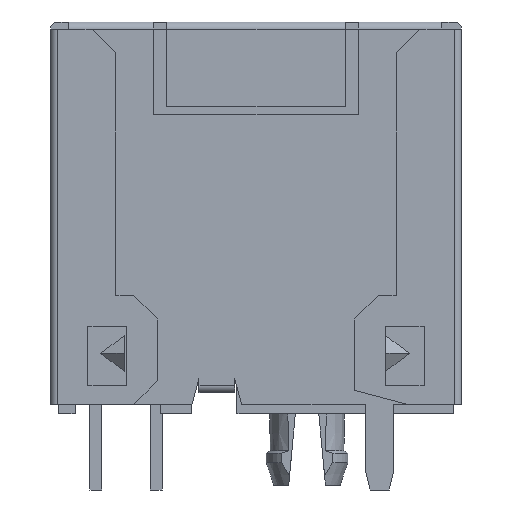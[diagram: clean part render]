
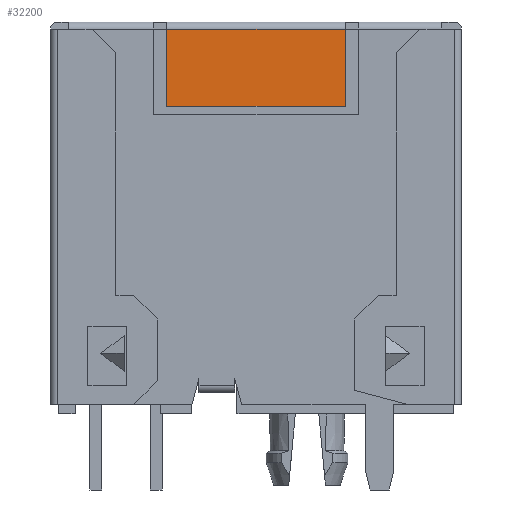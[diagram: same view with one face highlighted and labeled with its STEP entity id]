
A CAD part, left-side view. The second image highlights one B-rep face of the part: STEP entity #32200.
In plain terms, the highlighted planar face has unit normal (-1, 0, 0).
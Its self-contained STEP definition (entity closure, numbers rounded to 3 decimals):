
#9093 = CYLINDRICAL_SURFACE('',#9094,0.3);
#9094 = AXIS2_PLACEMENT_3D('',#9095,#9096,#9097);
#9095 = CARTESIAN_POINT('',(-3.205,3.738,16.4));
#9096 = DIRECTION('',(0.,-1.,0.));
#9097 = DIRECTION('',(0.,0.,1.));
#30728 = PLANE('',#30729);
#30729 = AXIS2_PLACEMENT_3D('',#30730,#30731,#30732);
#30730 = CARTESIAN_POINT('',(-3.505,-0.45,13.15));
#30731 = DIRECTION('',(0.,-1.,0.));
#30732 = DIRECTION('',(0.,0.,1.));
#30787 = PLANE('',#30788);
#30788 = AXIS2_PLACEMENT_3D('',#30789,#30790,#30791);
#30789 = CARTESIAN_POINT('',(-3.505,-7.95,16.7));
#30790 = DIRECTION('',(0.,1.,0.));
#30791 = DIRECTION('',(0.,0.,-1.));
#30803 = VERTEX_POINT('',#30804);
#30804 = CARTESIAN_POINT('',(-3.505,-0.45,16.4));
#30852 = EDGE_CURVE('',#30803,#30853,#30855,.T.);
#30853 = VERTEX_POINT('',#30854);
#30854 = CARTESIAN_POINT('',(-3.505,-0.45,13.15));
#30855 = SURFACE_CURVE('',#30856,(#30860,#30867),.PCURVE_S1.);
#30856 = LINE('',#30857,#30858);
#30857 = CARTESIAN_POINT('',(-3.505,-0.45,16.4));
#30858 = VECTOR('',#30859,1.);
#30859 = DIRECTION('',(0.,0.,-1.));
#30860 = PCURVE('',#30728,#30861);
#30861 = DEFINITIONAL_REPRESENTATION('',(#30862),#30866);
#30862 = LINE('',#30863,#30864);
#30863 = CARTESIAN_POINT('',(3.25,0.));
#30864 = VECTOR('',#30865,1.);
#30865 = DIRECTION('',(-1.,0.));
#30866 = ( GEOMETRIC_REPRESENTATION_CONTEXT(2) 
PARAMETRIC_REPRESENTATION_CONTEXT() REPRESENTATION_CONTEXT('2D SPACE',''
  ) );
#30867 = PCURVE('',#30868,#30873);
#30868 = PLANE('',#30869);
#30869 = AXIS2_PLACEMENT_3D('',#30870,#30871,#30872);
#30870 = CARTESIAN_POINT('',(-3.505,3.69,16.4));
#30871 = DIRECTION('',(-1.,0.,0.));
#30872 = DIRECTION('',(0.,-1.,0.));
#30873 = DEFINITIONAL_REPRESENTATION('',(#30874),#30878);
#30874 = LINE('',#30875,#30876);
#30875 = CARTESIAN_POINT('',(4.14,0.));
#30876 = VECTOR('',#30877,1.);
#30877 = DIRECTION('',(0.,-1.));
#30878 = ( GEOMETRIC_REPRESENTATION_CONTEXT(2) 
PARAMETRIC_REPRESENTATION_CONTEXT() REPRESENTATION_CONTEXT('2D SPACE',''
  ) );
#30896 = PLANE('',#30897);
#30897 = AXIS2_PLACEMENT_3D('',#30898,#30899,#30900);
#30898 = CARTESIAN_POINT('',(-3.505,-7.95,13.15));
#30899 = DIRECTION('',(0.,0.,1.));
#30900 = DIRECTION('',(0.,1.,0.));
#30935 = EDGE_CURVE('',#30803,#30936,#30938,.T.);
#30936 = VERTEX_POINT('',#30937);
#30937 = CARTESIAN_POINT('',(-3.505,-7.95,16.4));
#30938 = SURFACE_CURVE('',#30939,(#30943,#30972),.PCURVE_S1.);
#30939 = LINE('',#30940,#30941);
#30940 = CARTESIAN_POINT('',(-3.505,-0.45,16.4));
#30941 = VECTOR('',#30942,1.);
#30942 = DIRECTION('',(0.,-1.,0.));
#30943 = PCURVE('',#9093,#30944);
#30944 = DEFINITIONAL_REPRESENTATION('',(#30945),#30971);
#30945 = B_SPLINE_CURVE_WITH_KNOTS('',3,(#30946,#30947,#30948,#30949,
    #30950,#30951,#30952,#30953,#30954,#30955,#30956,#30957,#30958,
    #30959,#30960,#30961,#30962,#30963,#30964,#30965,#30966,#30967,
    #30968,#30969,#30970),.UNSPECIFIED.,.F.,.F.,(4,1,1,1,1,1,1,1,1,1,1,1
    ,1,1,1,1,1,1,1,1,1,1,4),(0.,0.341,0.682,
    1.023,1.364,1.705,2.045,
    2.386,2.727,3.068,3.409,3.75,
    4.091,4.432,4.773,5.114,
    5.455,5.795,6.136,6.477,
    6.818,7.159,7.5),.QUASI_UNIFORM_KNOTS.);
#30946 = CARTESIAN_POINT('',(1.571,4.188));
#30947 = CARTESIAN_POINT('',(1.571,4.302));
#30948 = CARTESIAN_POINT('',(1.571,4.529));
#30949 = CARTESIAN_POINT('',(1.571,4.87));
#30950 = CARTESIAN_POINT('',(1.571,5.211));
#30951 = CARTESIAN_POINT('',(1.571,5.552));
#30952 = CARTESIAN_POINT('',(1.571,5.893));
#30953 = CARTESIAN_POINT('',(1.571,6.233));
#30954 = CARTESIAN_POINT('',(1.571,6.574));
#30955 = CARTESIAN_POINT('',(1.571,6.915));
#30956 = CARTESIAN_POINT('',(1.571,7.256));
#30957 = CARTESIAN_POINT('',(1.571,7.597));
#30958 = CARTESIAN_POINT('',(1.571,7.938));
#30959 = CARTESIAN_POINT('',(1.571,8.279));
#30960 = CARTESIAN_POINT('',(1.571,8.62));
#30961 = CARTESIAN_POINT('',(1.571,8.961));
#30962 = CARTESIAN_POINT('',(1.571,9.302));
#30963 = CARTESIAN_POINT('',(1.571,9.643));
#30964 = CARTESIAN_POINT('',(1.571,9.983));
#30965 = CARTESIAN_POINT('',(1.571,10.324));
#30966 = CARTESIAN_POINT('',(1.571,10.665));
#30967 = CARTESIAN_POINT('',(1.571,11.006));
#30968 = CARTESIAN_POINT('',(1.571,11.347));
#30969 = CARTESIAN_POINT('',(1.571,11.574));
#30970 = CARTESIAN_POINT('',(1.571,11.688));
#30971 = ( GEOMETRIC_REPRESENTATION_CONTEXT(2) 
PARAMETRIC_REPRESENTATION_CONTEXT() REPRESENTATION_CONTEXT('2D SPACE',''
  ) );
#30972 = PCURVE('',#30868,#30973);
#30973 = DEFINITIONAL_REPRESENTATION('',(#30974),#30978);
#30974 = LINE('',#30975,#30976);
#30975 = CARTESIAN_POINT('',(4.14,0.));
#30976 = VECTOR('',#30977,1.);
#30977 = DIRECTION('',(1.,0.));
#30978 = ( GEOMETRIC_REPRESENTATION_CONTEXT(2) 
PARAMETRIC_REPRESENTATION_CONTEXT() REPRESENTATION_CONTEXT('2D SPACE',''
  ) );
#31057 = VERTEX_POINT('',#31058);
#31058 = CARTESIAN_POINT('',(-3.505,-7.95,13.15));
#31079 = EDGE_CURVE('',#30936,#31057,#31080,.T.);
#31080 = SURFACE_CURVE('',#31081,(#31085,#31092),.PCURVE_S1.);
#31081 = LINE('',#31082,#31083);
#31082 = CARTESIAN_POINT('',(-3.505,-7.95,16.4));
#31083 = VECTOR('',#31084,1.);
#31084 = DIRECTION('',(0.,0.,-1.));
#31085 = PCURVE('',#30787,#31086);
#31086 = DEFINITIONAL_REPRESENTATION('',(#31087),#31091);
#31087 = LINE('',#31088,#31089);
#31088 = CARTESIAN_POINT('',(0.3,0.));
#31089 = VECTOR('',#31090,1.);
#31090 = DIRECTION('',(1.,0.));
#31091 = ( GEOMETRIC_REPRESENTATION_CONTEXT(2) 
PARAMETRIC_REPRESENTATION_CONTEXT() REPRESENTATION_CONTEXT('2D SPACE',''
  ) );
#31092 = PCURVE('',#30868,#31093);
#31093 = DEFINITIONAL_REPRESENTATION('',(#31094),#31098);
#31094 = LINE('',#31095,#31096);
#31095 = CARTESIAN_POINT('',(11.64,0.));
#31096 = VECTOR('',#31097,1.);
#31097 = DIRECTION('',(0.,-1.));
#31098 = ( GEOMETRIC_REPRESENTATION_CONTEXT(2) 
PARAMETRIC_REPRESENTATION_CONTEXT() REPRESENTATION_CONTEXT('2D SPACE',''
  ) );
#31561 = EDGE_CURVE('',#31057,#30853,#31562,.T.);
#31562 = SURFACE_CURVE('',#31563,(#31567,#31574),.PCURVE_S1.);
#31563 = LINE('',#31564,#31565);
#31564 = CARTESIAN_POINT('',(-3.505,-7.95,13.15));
#31565 = VECTOR('',#31566,1.);
#31566 = DIRECTION('',(0.,1.,0.));
#31567 = PCURVE('',#30896,#31568);
#31568 = DEFINITIONAL_REPRESENTATION('',(#31569),#31573);
#31569 = LINE('',#31570,#31571);
#31570 = CARTESIAN_POINT('',(0.,0.));
#31571 = VECTOR('',#31572,1.);
#31572 = DIRECTION('',(1.,0.));
#31573 = ( GEOMETRIC_REPRESENTATION_CONTEXT(2) 
PARAMETRIC_REPRESENTATION_CONTEXT() REPRESENTATION_CONTEXT('2D SPACE',''
  ) );
#31574 = PCURVE('',#30868,#31575);
#31575 = DEFINITIONAL_REPRESENTATION('',(#31576),#31580);
#31576 = LINE('',#31577,#31578);
#31577 = CARTESIAN_POINT('',(11.64,-3.25));
#31578 = VECTOR('',#31579,1.);
#31579 = DIRECTION('',(-1.,0.));
#31580 = ( GEOMETRIC_REPRESENTATION_CONTEXT(2) 
PARAMETRIC_REPRESENTATION_CONTEXT() REPRESENTATION_CONTEXT('2D SPACE',''
  ) );
#32200 = ADVANCED_FACE('',(#32201),#30868,.T.);
#32201 = FACE_BOUND('',#32202,.F.);
#32202 = EDGE_LOOP('',(#32203,#32204,#32205,#32206));
#32203 = ORIENTED_EDGE('',*,*,#30935,.T.);
#32204 = ORIENTED_EDGE('',*,*,#31079,.T.);
#32205 = ORIENTED_EDGE('',*,*,#31561,.T.);
#32206 = ORIENTED_EDGE('',*,*,#30852,.F.);
